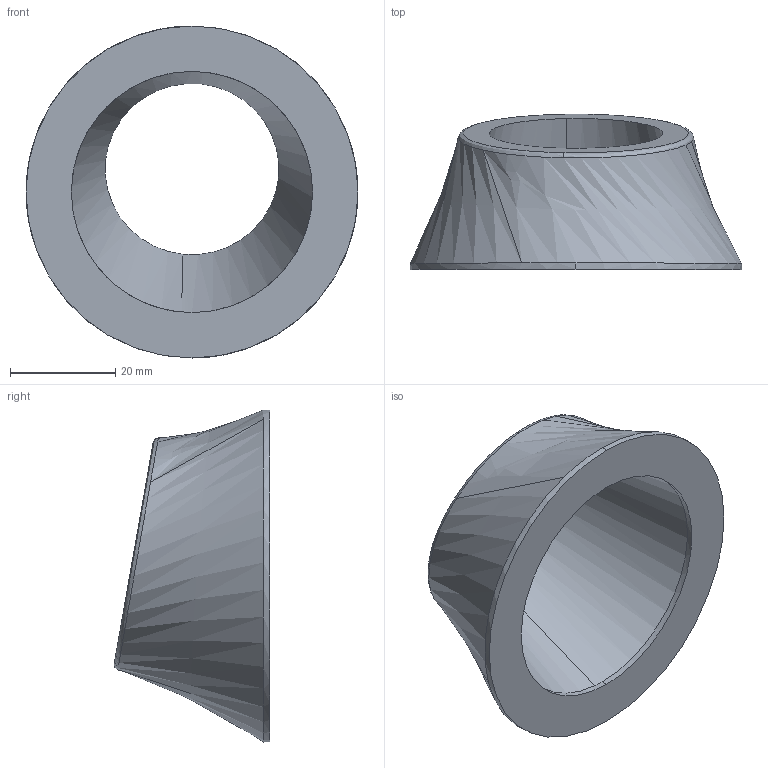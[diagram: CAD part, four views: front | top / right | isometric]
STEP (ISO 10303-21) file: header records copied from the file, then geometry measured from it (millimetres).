
FILE_DESCRIPTION (( 'STEP AP214' ), '1' );
FILE_NAME ('magsafe Carmount.STEP', '2024-08-25T19:06:02', ( '' ), ( '' ), 'SwSTEP 2.0', 'SolidWorks 2022', '' );
FILE_SCHEMA (( 'AUTOMOTIVE_DESIGN' ));
Length unit declared in the file: millimetre
Products named in the file (1): magsafe Carmount
Bounding box: 63 x 29.52 x 63 mm (x, y, z)
Volume: 24744.4 mm3; surface area: 10089.7 mm2
Topology: 1 solids, 1 shells, 12 faces, 30 edges, 20 vertices
Faces by surface type: bspline 6, cylinder 4, plane 2
Entity records: 1478 total; most frequent: CARTESIAN_POINT 1173, ORIENTED_EDGE 60, DIRECTION 50, EDGE_CURVE 30, AXIS2_PLACEMENT_3D 23, VERTEX_POINT 20, CIRCLE 16, EDGE_LOOP 14
